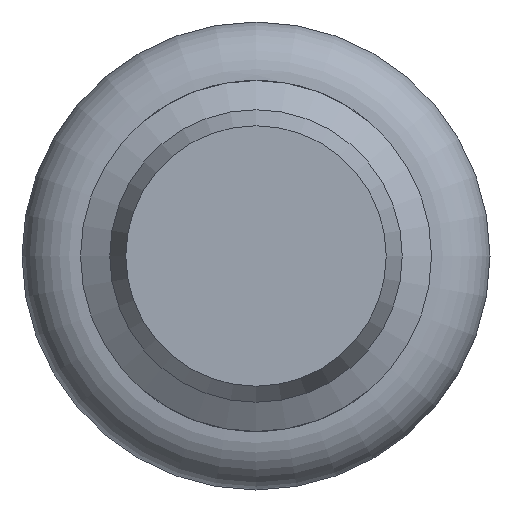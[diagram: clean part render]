
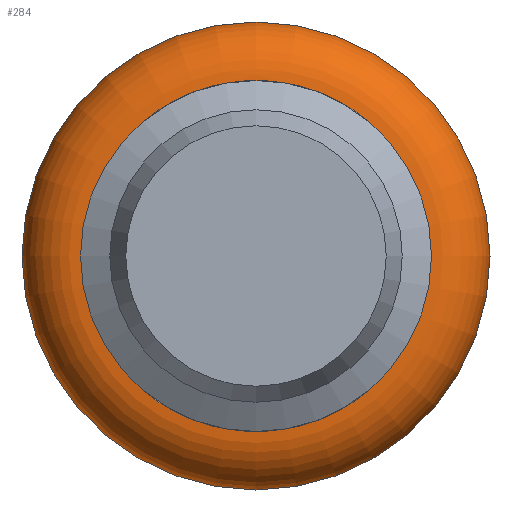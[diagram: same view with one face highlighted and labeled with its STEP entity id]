
A CAD part, left-side view. The second image highlights one B-rep face of the part: STEP entity #284.
In plain terms, the highlighted toroidal (fillet/blend) face has major radius 6 mm and minor radius 2 mm.
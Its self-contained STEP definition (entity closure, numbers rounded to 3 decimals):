
#53=FACE_BOUND('',#98,.T.);
#72=FACE_OUTER_BOUND('',#97,.T.);
#97=EDGE_LOOP('',(#216));
#98=EDGE_LOOP('',(#217));
#141=CIRCLE('',#312,8.);
#142=CIRCLE('',#313,6.);
#162=VERTEX_POINT('',#461);
#163=VERTEX_POINT('',#463);
#187=EDGE_CURVE('',#162,#162,#141,.T.);
#188=EDGE_CURVE('',#163,#163,#142,.T.);
#216=ORIENTED_EDGE('',*,*,#187,.T.);
#217=ORIENTED_EDGE('',*,*,#188,.F.);
#276=TOROIDAL_SURFACE('',#311,6.,2.);
#284=ADVANCED_FACE('',(#72,#53),#276,.T.);
#311=AXIS2_PLACEMENT_3D('',#460,#359,#360);
#312=AXIS2_PLACEMENT_3D('',#462,#361,#362);
#313=AXIS2_PLACEMENT_3D('',#464,#363,#364);
#359=DIRECTION('center_axis',(-1.,0.,0.));
#360=DIRECTION('ref_axis',(0.,0.,1.));
#361=DIRECTION('center_axis',(-1.,0.,0.));
#362=DIRECTION('ref_axis',(0.,0.,-1.));
#363=DIRECTION('center_axis',(-1.,0.,0.));
#364=DIRECTION('ref_axis',(0.,1.,0.));
#460=CARTESIAN_POINT('Origin',(51.,0.,0.));
#461=CARTESIAN_POINT('',(51.,0.,8.));
#462=CARTESIAN_POINT('Origin',(51.,0.,0.));
#463=CARTESIAN_POINT('',(49.,0.,6.));
#464=CARTESIAN_POINT('Origin',(49.,0.,0.));
